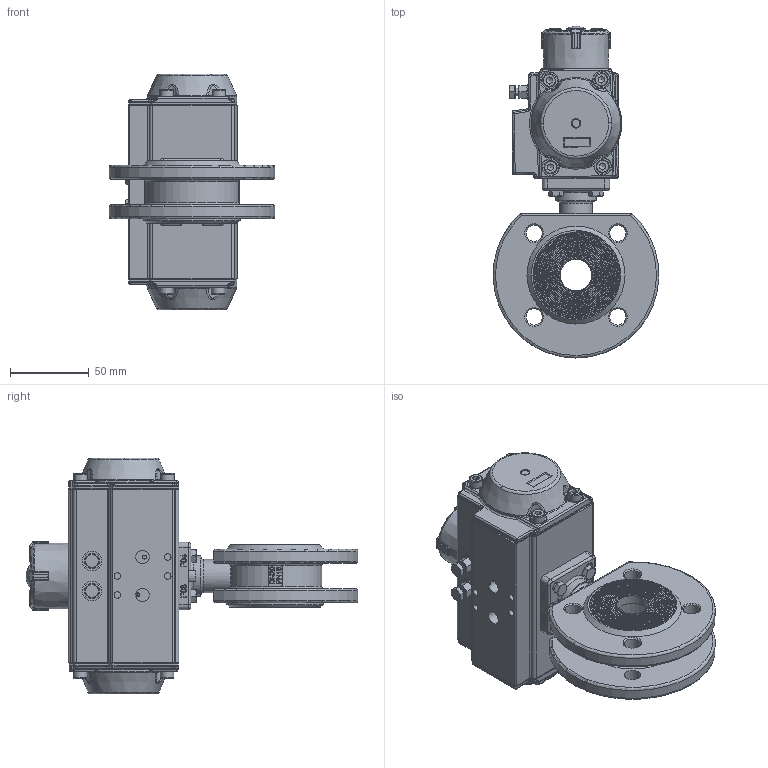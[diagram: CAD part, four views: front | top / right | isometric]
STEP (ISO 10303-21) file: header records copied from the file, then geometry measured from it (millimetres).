
FILE_DESCRIPTION(/* description */ ('Unknown'),/* implementation_level */ '2;1');
FILE_NAME(/* name */ 'PD02 0939-05',/* time_stamp */ '2025-02-25T11:11:32+01:00',/* author */ ('Unknown'),/* organization */ ('Unknown'),/* preprocessor_version */ 'ST-DEVELOPER v19.4',/* originating_system */ 'Solid Edge',/* authorisation */ 'Unknown');
FILE_SCHEMA (('AUTOMOTIVE_DESIGN {1 0 10303 214 3 1 1}'));
Products named in the file (23): PD02 0939-05; 939-05_(8M.460.020); Plate Washer; Stem; Cap; Body; Small hex thin nuts-Fine pitch thread GB_GB_FASTENER_NUT_SSFNTT M14X1.
0-N; Nut Stopper; PD02_PE01; vt50-2016-06-25; hex bolt gradeab_din_ISO 4014 - M5 x 25 x 16-N; huosai50; vt50-2016-06-25 _______MIR; zhou50; VTE50____; plain washers-n series-grade a gb_GB_FASTENER_WASHER_PWNA 5; hex nut gradec_din_Hexagon Nut ISO 4034 - M5 - N; Optische Anzeige; ______; ________(___________; cup head nib bolts with large head gb_GB_FASTENER_BOLT_CHNBW M6X25-N; socket head cap screw_din_DIN 912 M5 x 16 --- 16N; DIN 933 M5x16 A2-70 BLK_EDST
Assembly tree (39 placements, depth 4):
  PD02 0939-05
    939-05_(8M.460.020)
      Plate Washer
      Stem
      Cap
      Body
      Small hex thin nuts-Fine pitch thread GB_GB_FASTENER_NUT_SSFNTT M14X1.
0-N
      Nut Stopper
    PD02_PE01
      vt50-2016-06-25
      hex bolt gradeab_din_ISO 4014 - M5 x 25 x 16-N  x2
      huosai50  x2
      vt50-2016-06-25 _______MIR
      zhou50
      VTE50____
      plain washers-n series-grade a gb_GB_FASTENER_WASHER_PWNA 5  x2
      hex nut gradec_din_Hexagon Nut ISO 4034 - M5 - N  x2
      Optische Anzeige
        ______
        ________(___________  x4
        cup head nib bolts with large head gb_GB_FASTENER_BOLT_CHNBW M6X25-N
      socket head cap screw_din_DIN 912 M5 x 16 --- 16N  x8
    DIN 933 M5x16 A2-70 BLK_EDST  x4
Bounding box: 104.97 x 210.31 x 149.4 mm (x, y, z)
Volume: 580891.6 mm3; surface area: 205292.2 mm2
Topology: 36 solids, 36 shells, 3056 faces, 7531 edges, 4678 vertices
Faces by surface type: plane 1110, cylinder 786, bspline 534, torus 318, cone 279, sphere 29
Full cylindrical faces by diameter (mm): 2.5 x2, 3 x16, 3.3 x8, 4.134 x20, 4.2 x2, 4.66 x1, 4.917 x7, 5 x17, 5.3 x2, 5.5 x1, 6 x5, 6.2 x1, 8 x6, 8.5 x8, 8.566 x2, 8.6 x1, 9.6 x1, 10 x4, 10.3 x8, 11 x1, 11.4 x1, 12 x4, 12.4 x1, 12.5 x2, 12.6 x2, 12.7 x1, 12.9 x1, 12.917 x1, 13 x12, 13.5 x2
Entity records: 107500 total; most frequent: CARTESIAN_POINT 58183, ORIENTED_EDGE 10434, DIRECTION 8853, EDGE_CURVE 5217, VERTEX_POINT 3486, AXIS2_PLACEMENT_3D 3377, FACE_BOUND 2825, EDGE_LOOP 2804
